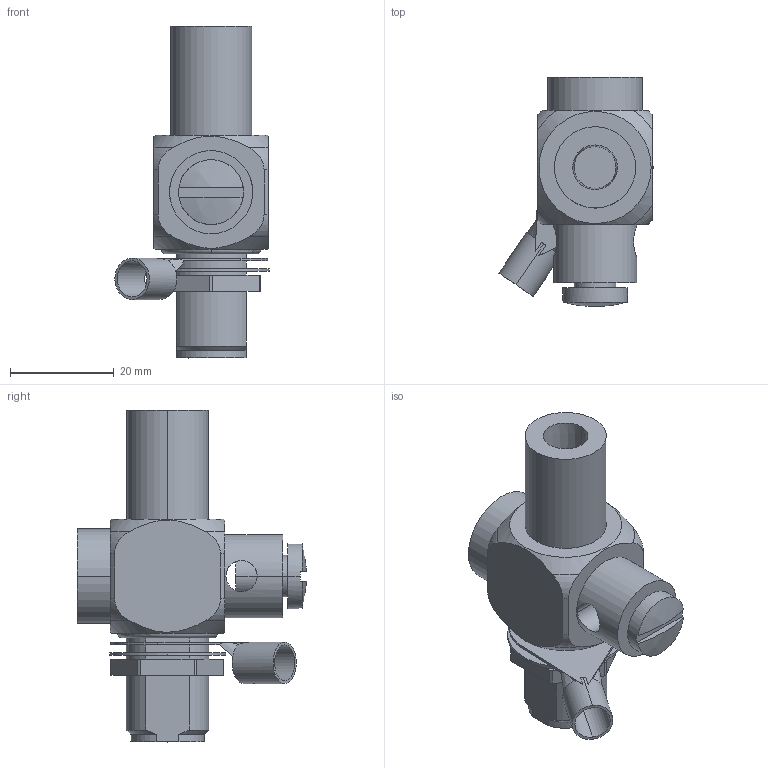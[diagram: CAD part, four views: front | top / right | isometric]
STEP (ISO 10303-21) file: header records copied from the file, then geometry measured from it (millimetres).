
FILE_DESCRIPTION(('Creo Elements/Direct Modeling STEP Export'),'2;1');
FILE_NAME('model.stp','2020-02-20T 8:50:10',(''),(''),'Creo Elements/Direct Modeling STEP processor for AP214 (Solid Model)','Creo Elements/Direct Modeling 20.1A 29-Sep-2018 (C) Parametric Technology GmbH','');
FILE_SCHEMA(('AUTOMOTIVE_DESIGN { 1 0 10303 214 1 1 1 1 }'));
Length unit declared in the file: millimetre
Products named in the file (2): CN_LAMBDA_4_5.9_BB-select
Assembly tree (1 placements, depth 2):
  CN_LAMBDA_4_5.9_BB-select
    CN_LAMBDA_4_5.9_BB-select
Bounding box: 29.7 x 44.16 x 63.94 mm (x, y, z)
Volume: 22009.7 mm3; surface area: 8391 mm2
Topology: 1 solids, 1 shells, 119 faces, 310 edges, 204 vertices
Faces by surface type: plane 50, cylinder 43, cone 10, torus 10, extrusion 4, sphere 2
Entity records: 4950 total; most frequent: CARTESIAN_POINT 1259, ORIENTED_EDGE 620, DIRECTION 499, EDGE_CURVE 310, VERTEX_POINT 204, AXIS2_PLACEMENT_3D 189, EDGE_LOOP 134, VECTOR 121
